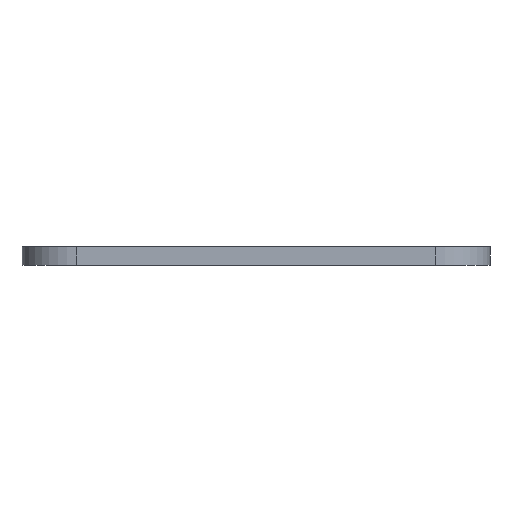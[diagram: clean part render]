
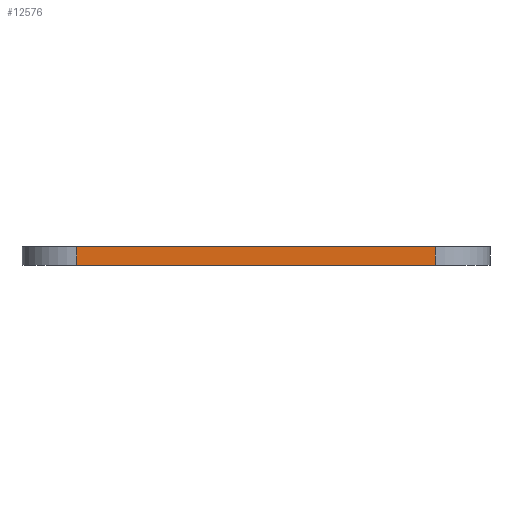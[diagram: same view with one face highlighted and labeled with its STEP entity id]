
A CAD part, front view. The second image highlights one B-rep face of the part: STEP entity #12576.
In plain terms, the highlighted planar face has unit normal (0, -1, 0).
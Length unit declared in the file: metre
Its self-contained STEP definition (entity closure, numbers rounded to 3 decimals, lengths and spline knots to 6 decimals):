
#2241=ORIENTED_EDGE('',*,*,#5658,.F.);
#2242=ORIENTED_EDGE('',*,*,#6213,.T.);
#2243=ORIENTED_EDGE('',*,*,#5619,.T.);
#2244=ORIENTED_EDGE('',*,*,#6214,.T.);
#5619=EDGE_CURVE('',#7623,#7622,#8954,.T.);
#5658=EDGE_CURVE('',#7650,#7651,#8989,.T.);
#6213=EDGE_CURVE('',#7650,#7623,#9105,.T.);
#6214=EDGE_CURVE('',#7622,#7651,#9106,.F.);
#7622=VERTEX_POINT('',#17657);
#7623=VERTEX_POINT('',#17659);
#7650=VERTEX_POINT('',#17732);
#7651=VERTEX_POINT('',#17734);
#8954=LINE('',#17658,#9915);
#8989=LINE('',#17733,#9950);
#9105=LINE('',#19131,#10066);
#9106=LINE('',#19132,#10067);
#9915=VECTOR('',#14443,1.);
#9950=VECTOR('',#14502,1.);
#10066=VECTOR('',#15218,1.);
#10067=VECTOR('',#15219,1.);
#10900=EDGE_LOOP('',(#2241,#2242,#2243,#2244));
#11665=FACE_BOUND('',#10900,.T.);
#12389=PLANE('',#13601);
#12576=ADVANCED_FACE('',(#11665),#12389,.F.);
#13601=AXIS2_PLACEMENT_3D('',#19130,#15216,#15217);
#14443=DIRECTION('',(1.,0.,0.));
#14502=DIRECTION('',(1.,0.,0.));
#15216=DIRECTION('',(0.,1.,0.));
#15217=DIRECTION('',(0.,0.,1.));
#15218=DIRECTION('',(0.,0.,-1.));
#15219=DIRECTION('',(0.,0.,-1.));
#17657=CARTESIAN_POINT('',(0.008032,-0.056302,-0.001));
#17658=CARTESIAN_POINT('',(-0.01563,-0.056302,-0.001));
#17659=CARTESIAN_POINT('',(-0.039293,-0.056302,-0.001));
#17732=CARTESIAN_POINT('',(-0.039293,-0.056302,0.0015));
#17733=CARTESIAN_POINT('',(-0.01563,-0.056302,0.0015));
#17734=CARTESIAN_POINT('',(0.008032,-0.056302,0.0015));
#19130=CARTESIAN_POINT('',(-0.01563,-0.056302,0.0015));
#19131=CARTESIAN_POINT('',(-0.039293,-0.056302,0.0015));
#19132=CARTESIAN_POINT('',(0.008032,-0.056302,0.0015));
